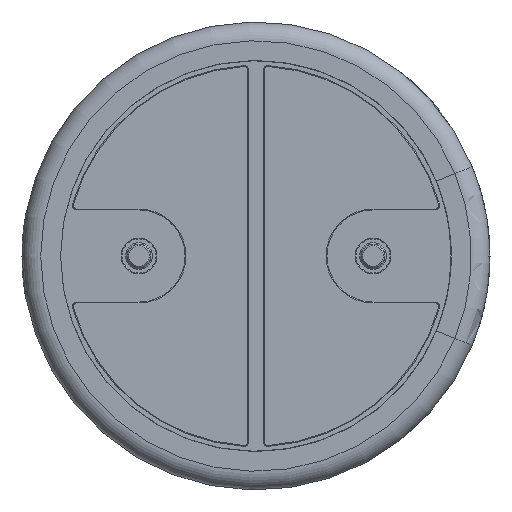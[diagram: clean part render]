
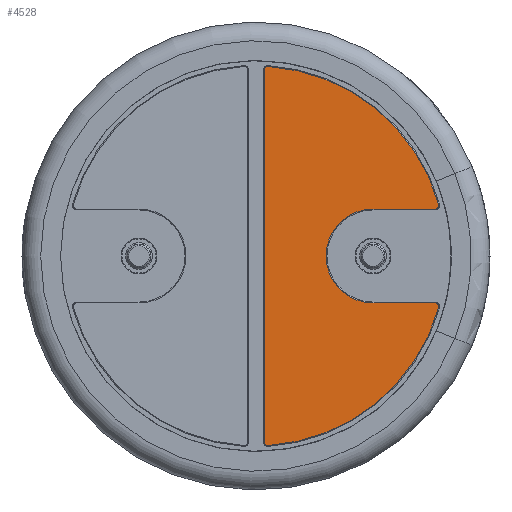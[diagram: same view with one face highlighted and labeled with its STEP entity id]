
A CAD part, front view. The second image highlights one B-rep face of the part: STEP entity #4528.
In plain terms, the highlighted planar face has unit normal (0, -1, 0).
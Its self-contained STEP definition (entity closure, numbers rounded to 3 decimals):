
#20=PLANE('',#4859);
#228=CIRCLE('',#4824,0.082);
#231=CIRCLE('',#4829,0.082);
#234=CIRCLE('',#4833,4.057);
#237=CIRCLE('',#4837,0.082);
#241=CIRCLE('',#4843,1.001);
#245=CIRCLE('',#4849,0.082);
#247=CIRCLE('',#4852,4.057);
#451=FACE_OUTER_BOUND('',#659,.T.);
#659=EDGE_LOOP('',(#3726,#3727,#3728,#3729,#3730,#3731,#3732,#3733,#3734,
#3735));
#855=LINE('',#9028,#1034);
#857=LINE('',#9052,#1036);
#859=LINE('',#9064,#1038);
#1034=VECTOR('',#5520,10.);
#1036=VECTOR('',#5550,10.);
#1038=VECTOR('',#5564,10.);
#1896=VERTEX_POINT('',#9016);
#1899=VERTEX_POINT('',#9021);
#1901=VERTEX_POINT('',#9026);
#1903=VERTEX_POINT('',#9032);
#1905=VERTEX_POINT('',#9038);
#1907=VERTEX_POINT('',#9044);
#1909=VERTEX_POINT('',#9050);
#1911=VERTEX_POINT('',#9056);
#1913=VERTEX_POINT('',#9062);
#1915=VERTEX_POINT('',#9068);
#2518=EDGE_CURVE('',#1899,#1896,#228,.T.);
#2520=EDGE_CURVE('',#1901,#1899,#855,.T.);
#2523=EDGE_CURVE('',#1903,#1901,#231,.T.);
#2526=EDGE_CURVE('',#1905,#1903,#234,.T.);
#2529=EDGE_CURVE('',#1907,#1905,#237,.T.);
#2532=EDGE_CURVE('',#1909,#1907,#857,.T.);
#2535=EDGE_CURVE('',#1911,#1909,#241,.T.);
#2538=EDGE_CURVE('',#1913,#1911,#859,.T.);
#2541=EDGE_CURVE('',#1915,#1913,#245,.T.);
#2543=EDGE_CURVE('',#1896,#1915,#247,.T.);
#3726=ORIENTED_EDGE('',*,*,#2518,.F.);
#3727=ORIENTED_EDGE('',*,*,#2520,.F.);
#3728=ORIENTED_EDGE('',*,*,#2523,.F.);
#3729=ORIENTED_EDGE('',*,*,#2526,.F.);
#3730=ORIENTED_EDGE('',*,*,#2529,.F.);
#3731=ORIENTED_EDGE('',*,*,#2532,.F.);
#3732=ORIENTED_EDGE('',*,*,#2535,.F.);
#3733=ORIENTED_EDGE('',*,*,#2538,.F.);
#3734=ORIENTED_EDGE('',*,*,#2541,.F.);
#3735=ORIENTED_EDGE('',*,*,#2543,.F.);
#4528=ADVANCED_FACE('',(#451),#20,.F.);
#4824=AXIS2_PLACEMENT_3D('',#9023,#5514,#5515);
#4829=AXIS2_PLACEMENT_3D('',#9034,#5526,#5527);
#4833=AXIS2_PLACEMENT_3D('',#9040,#5534,#5535);
#4837=AXIS2_PLACEMENT_3D('',#9046,#5542,#5543);
#4843=AXIS2_PLACEMENT_3D('',#9058,#5556,#5557);
#4849=AXIS2_PLACEMENT_3D('',#9070,#5570,#5571);
#4852=AXIS2_PLACEMENT_3D('',#9073,#5576,#5577);
#4859=AXIS2_PLACEMENT_3D('',#9086,#5596,#5597);
#5514=DIRECTION('center_axis',(0.,1.,0.));
#5515=DIRECTION('ref_axis',(-0.684,0.,0.729));
#5520=DIRECTION('',(0.,0.,1.));
#5526=DIRECTION('center_axis',(0.,1.,0.));
#5527=DIRECTION('ref_axis',(-0.684,0.,-0.729));
#5534=DIRECTION('center_axis',(0.,1.,0.));
#5535=DIRECTION('ref_axis',(0.628,0.,-0.778));
#5542=DIRECTION('center_axis',(0.,1.,0.));
#5543=DIRECTION('ref_axis',(0.798,0.,0.603));
#5550=DIRECTION('',(1.,0.,0.));
#5556=DIRECTION('center_axis',(0.,-1.,0.));
#5557=DIRECTION('ref_axis',(-1.,0.,0.));
#5564=DIRECTION('',(-1.,0.,0.));
#5570=DIRECTION('center_axis',(0.,1.,0.));
#5571=DIRECTION('ref_axis',(0.798,0.,-0.603));
#5576=DIRECTION('center_axis',(0.,1.,0.));
#5577=DIRECTION('ref_axis',(0.628,0.,0.778));
#5596=DIRECTION('center_axis',(0.,1.,0.));
#5597=DIRECTION('ref_axis',(0.,0.,1.));
#9016=CARTESIAN_POINT('',(0.26,-0.09,4.049));
#9021=CARTESIAN_POINT('',(0.173,-0.09,3.967));
#9023=CARTESIAN_POINT('Origin',(0.255,-0.09,3.967));
#9026=CARTESIAN_POINT('',(0.173,-0.09,-3.967));
#9028=CARTESIAN_POINT('',(0.173,-0.09,1.983));
#9032=CARTESIAN_POINT('',(0.26,-0.09,-4.049));
#9034=CARTESIAN_POINT('Origin',(0.255,-0.09,-3.967));
#9038=CARTESIAN_POINT('',(3.903,-0.09,-1.106));
#9040=CARTESIAN_POINT('Origin',(0.,-0.09,0.));
#9044=CARTESIAN_POINT('',(3.825,-0.09,-1.001));
#9046=CARTESIAN_POINT('Origin',(3.825,-0.09,-1.083));
#9050=CARTESIAN_POINT('',(2.5,-0.09,-1.001));
#9052=CARTESIAN_POINT('',(2.932,-0.09,-1.001));
#9056=CARTESIAN_POINT('',(2.5,-0.09,1.001));
#9058=CARTESIAN_POINT('Origin',(2.5,-0.09,0.));
#9062=CARTESIAN_POINT('',(3.825,-0.09,1.001));
#9064=CARTESIAN_POINT('',(2.27,-0.09,1.001));
#9068=CARTESIAN_POINT('',(3.903,-0.09,1.106));
#9070=CARTESIAN_POINT('Origin',(3.825,-0.09,1.083));
#9073=CARTESIAN_POINT('Origin',(0.,-0.09,0.));
#9086=CARTESIAN_POINT('Origin',(2.04,-0.09,0.));
